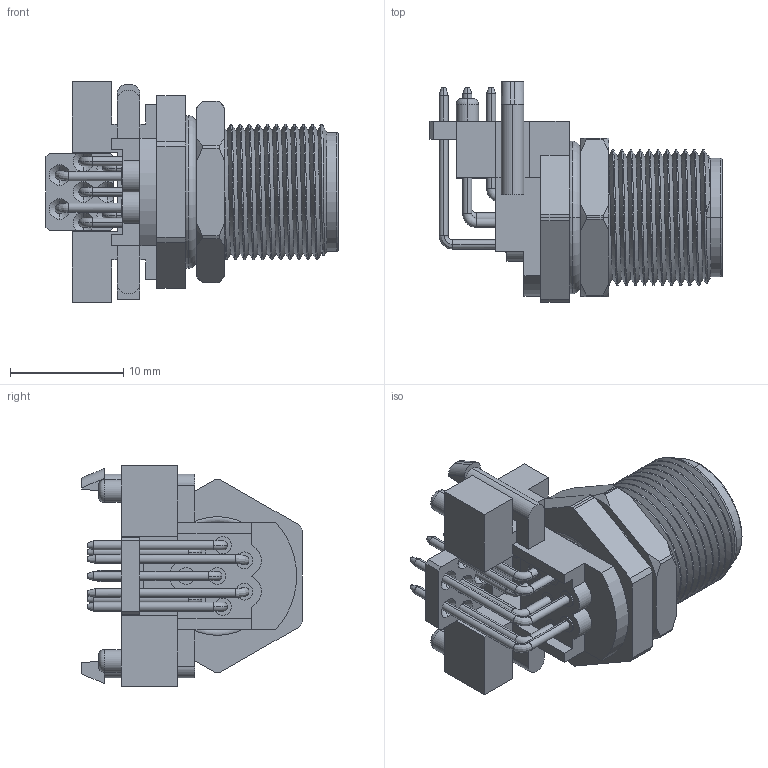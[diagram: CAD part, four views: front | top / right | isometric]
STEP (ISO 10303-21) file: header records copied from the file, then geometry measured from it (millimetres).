
FILE_DESCRIPTION (( 'STEP AP203' ), '1' );
FILE_NAME ('54-00251.STEP', '2024-06-13T20:14:52', ( '' ), ( '' ), 'SwSTEP 2.0', 'SolidWorks 2021', '' );
FILE_SCHEMA (( 'CONFIG_CONTROL_DESIGN' ));
Length unit declared in the file: millimetre
Products named in the file (14): 54-00251-14; Mirror54-00251-10; 54-00251-03___; 54-00251-13; 54-00251-091; 54-00251-09; 54-00251M12-08; 54-00251-01; 54-00251-12; 54-00251-10; 54-00251-07; 54-00251-02___; 54-00251-11; 54-00251
Assembly tree (15 placements, depth 2):
  54-00251
    54-00251-01
    54-00251-02___
    54-00251-03___
    54-00251-07
    54-00251M12-08  x2
    54-00251-091  x2
    54-00251-09
    54-00251-10
    54-00251-11
    54-00251-12
    54-00251-13
    54-00251-14
    Mirror54-00251-10
Bounding box: 25.8 x 19.5 x 19.5 mm (x, y, z)
Volume: 2405.5 mm3; surface area: 5640.8 mm2
Topology: 15 solids, 15 shells, 632 faces, 1486 edges, 929 vertices
Faces by surface type: cylinder 253, plane 222, torus 76, cone 72, bspline 9
Entity records: 21871 total; most frequent: CARTESIAN_POINT 6985, DIRECTION 2936, ORIENTED_EDGE 2708, EDGE_CURVE 1354, AXIS2_PLACEMENT_3D 1140, VERTEX_POINT 849, VECTOR 656, LINE 656
